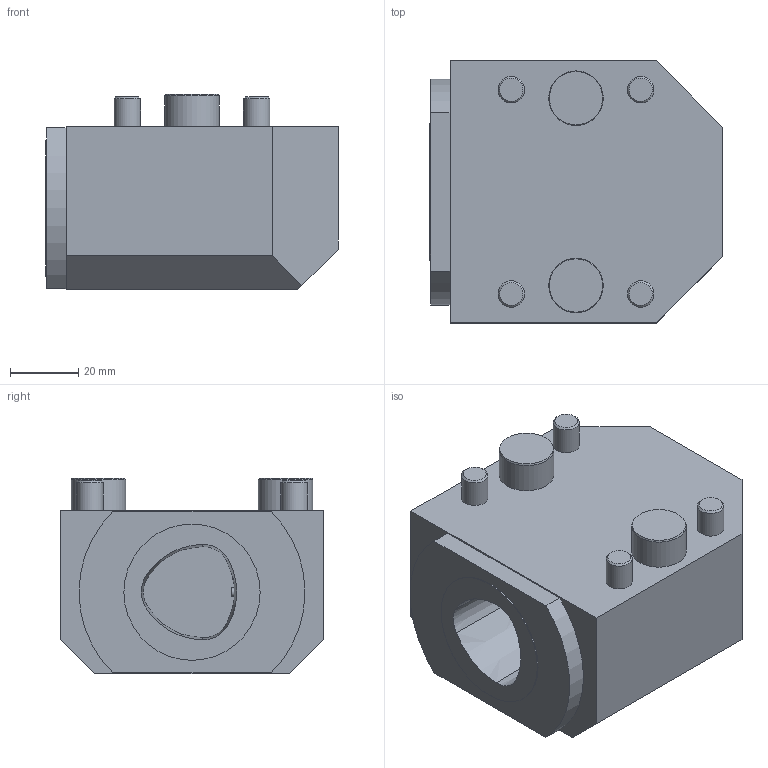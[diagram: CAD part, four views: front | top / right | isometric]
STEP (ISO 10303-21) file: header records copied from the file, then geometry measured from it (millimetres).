
FILE_DESCRIPTION(/* description */ (''),/* implementation_level */ '2;1');
FILE_NAME(/* name */ '1533708269570.stp',/* time_stamp */ '2018-08-08T08:04:35+02:00',/* author */ (''),/* organization */ ('SMS'),/* preprocessor_version */ 'ST-DEVELOPER v15',/* originating_system */ 'SIEMENS PLM Software NX 8.5',/* authorisation */ '');
FILE_SCHEMA (('AUTOMOTIVE_DESIGN { 1 0 10303 214 3 1 1 1 }'));
Length unit declared in the file: millimetre
Products named in the file (1): 201811384mod000_00
Bounding box: 86 x 77 x 57.5 mm (x, y, z)
Volume: 275864.1 mm3; surface area: 29165.9 mm2
Topology: 1 solids, 1 shells, 45 faces, 101 edges, 68 vertices
Faces by surface type: plane 23, cone 12, cylinder 10
Full cylindrical faces by diameter (mm): 2.5 x1, 7.76 x4, 16.012 x2, 40 x1
Entity records: 1233 total; most frequent: CARTESIAN_POINT 245, DIRECTION 213, ORIENTED_EDGE 158, AXIS2_PLACEMENT_3D 86, EDGE_CURVE 79, EDGE_LOOP 69, VERTEX_POINT 60, ADVANCED_FACE 45
